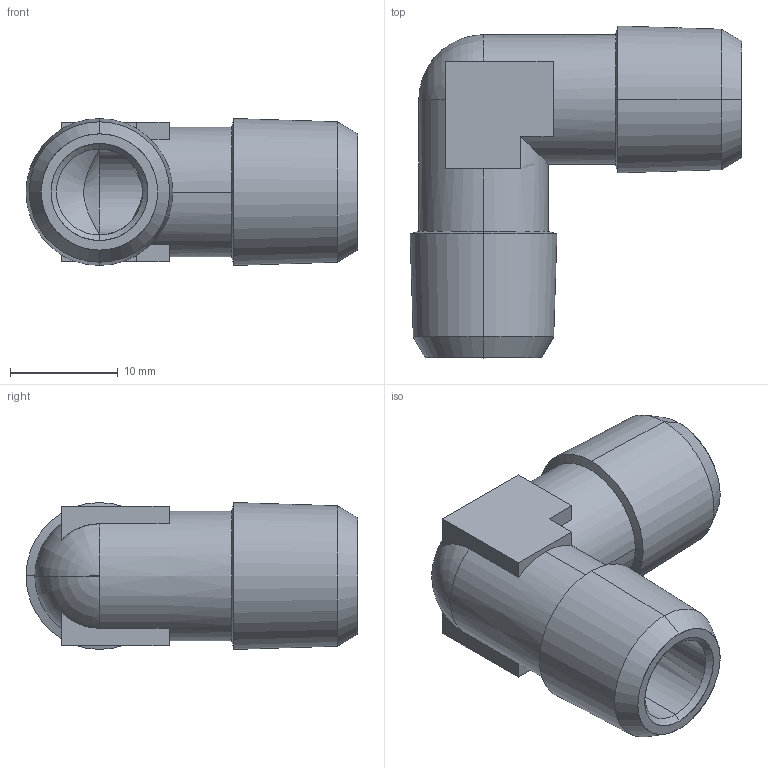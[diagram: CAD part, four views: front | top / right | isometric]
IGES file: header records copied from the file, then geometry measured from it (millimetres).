
Start section: SolidWorks IGES file using analytic representation for surfaces
Global section: file name: 0500000010300.IGS; native system: SolidWorks 2007; preprocessor: SolidWorks 2007; author: cad02; date: 071024.113428; units: millimetre
Bounding box: 30.82 x 30.82 x 13.64 mm (x, y, z)
Surface area: 3287.2 mm2 (no closed solid volume)
Topology: 0 solids, 0 shells, 44 faces, 444 edges, 442 vertices
Faces by surface type: revolution 28, bspline 16
